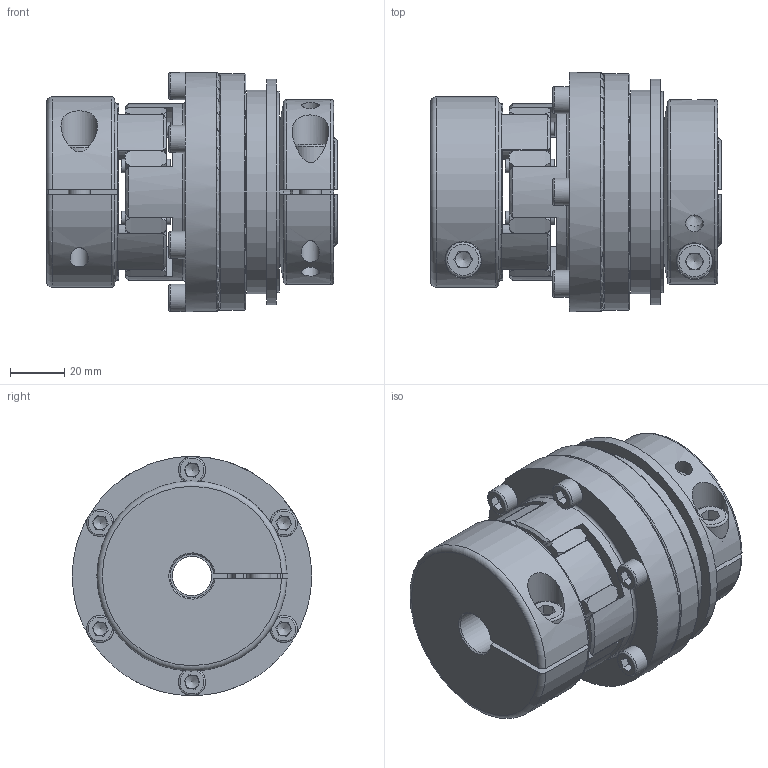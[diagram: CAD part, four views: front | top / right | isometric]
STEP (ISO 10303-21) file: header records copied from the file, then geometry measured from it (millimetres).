
FILE_DESCRIPTION( ( 'Unknown' ), '1' );
FILE_NAME( 'SKB-EK 60.stp', 'Unknown', ( 'Unknown' ), ( 'Unknown' ), 'PSStep 10.1', 'Unknown', ' ' );
FILE_SCHEMA( ( 'AUTOMOTIVE_DESIGN { 1 0 10303 214 1 1 1 1 }' ) );
Length unit declared in the file: millimetre
Products named in the file (1): kt101732
Bounding box: 107 x 88 x 88 mm (x, y, z)
Volume: 374426.9 mm3; surface area: 92851 mm2
Topology: 1 solids, 10 shells, 601 faces, 1710 edges, 1089 vertices
Faces by surface type: plane 232, cylinder 196, cone 95, torus 63, sphere 15
Full cylindrical faces by diameter (mm): 2 x2, 4.2 x2, 5 x14, 6 x6, 6.4 x6, 6.5 x3, 6.8 x2, 8 x2, 8.5 x1, 8.6 x1, 10 x6, 13 x2, 13.5 x2, 14.5 x1, 18 x1, 24 x1, 30 x2, 40.5 x1, 42.5 x1, 44.8 x1, 45 x2, 46 x1, 49 x1, 52.3 x2, 60.8 x2, 65 x1, 68 x3, 72 x2, 74 x1, 74.8 x1
Entity records: 25396 total; most frequent: CARTESIAN_POINT 6012, DIRECTION 3076, ORIENTED_EDGE 2930, EDGE_CURVE 1465, AXIS2_PLACEMENT_3D 1288, VERTEX_POINT 990, EDGE_LOOP 799, FACE_OUTER_BOUND 686
